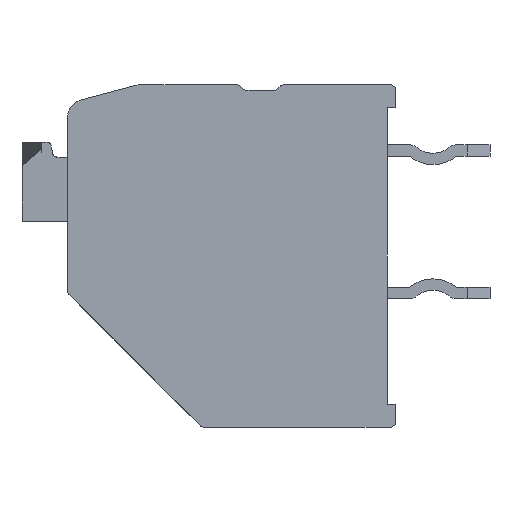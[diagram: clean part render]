
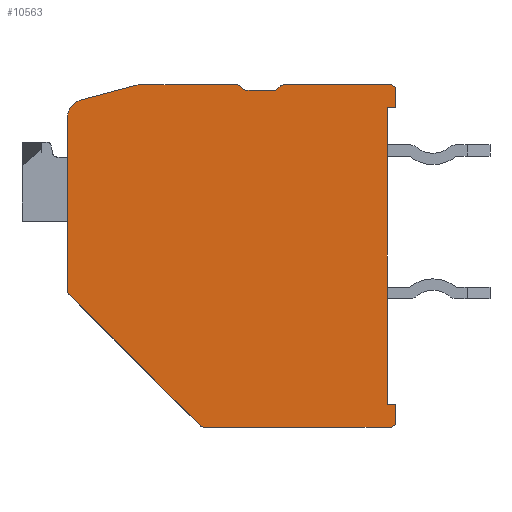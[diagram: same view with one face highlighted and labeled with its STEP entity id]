
A CAD part, left-side view. The second image highlights one B-rep face of the part: STEP entity #10563.
In plain terms, the highlighted planar face has unit normal (-1, 0, 0).
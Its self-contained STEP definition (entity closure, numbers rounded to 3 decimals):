
#3384=CARTESIAN_POINT('',(-28.,5.15,4.883));
#3385=DIRECTION('',(1.,0.,0.));
#3386=DIRECTION('',(0.,1.,0.));
#3387=AXIS2_PLACEMENT_3D('',#3384,#3385,#3386);
#3389=DIRECTION('',(0.,-0.966,0.259));
#3390=VECTOR('',#3389,1.997);
#3391=CARTESIAN_POINT('',(-28.,5.305,5.463));
#3392=LINE('',#3391,#3390);
#3393=CARTESIAN_POINT('',(-28.,3.221,5.4));
#3394=DIRECTION('',(1.,0.,0.));
#3395=DIRECTION('',(0.,0.259,0.966));
#3396=AXIS2_PLACEMENT_3D('',#3393,#3394,#3395);
#3398=DIRECTION('',(0.,-1.,0.));
#3399=VECTOR('',#3398,3.388);
#3400=CARTESIAN_POINT('',(-28.,3.221,6.));
#3401=LINE('',#3400,#3399);
#3402=CARTESIAN_POINT('',(-28.,-0.167,5.8));
#3403=DIRECTION('',(1.,0.,0.));
#3404=DIRECTION('',(0.,0.,1.));
#3405=AXIS2_PLACEMENT_3D('',#3402,#3403,#3404);
#3407=DIRECTION('',(0.,-0.707,-0.707));
#3408=VECTOR('',#3407,0.117);
#3409=CARTESIAN_POINT('',(-28.,-0.309,5.941));
#3410=LINE('',#3409,#3408);
#3411=CARTESIAN_POINT('',(-28.,-0.533,6.));
#3412=DIRECTION('',(-1.,0.,0.));
#3413=DIRECTION('',(0.,0.707,-0.707));
#3414=AXIS2_PLACEMENT_3D('',#3411,#3412,#3413);
#3416=DIRECTION('',(0.,-1.,0.));
#3417=VECTOR('',#3416,0.934);
#3418=CARTESIAN_POINT('',(-28.,-0.533,5.8));
#3419=LINE('',#3418,#3417);
#3420=CARTESIAN_POINT('',(-28.,-1.467,6.));
#3421=DIRECTION('',(-1.,0.,0.));
#3422=DIRECTION('',(0.,0.,-1.));
#3423=AXIS2_PLACEMENT_3D('',#3420,#3421,#3422);
#3425=DIRECTION('',(0.,-0.707,0.707));
#3426=VECTOR('',#3425,0.117);
#3427=CARTESIAN_POINT('',(-28.,-1.609,5.859));
#3428=LINE('',#3427,#3426);
#3429=CARTESIAN_POINT('',(-28.,-1.833,5.8));
#3430=DIRECTION('',(1.,0.,0.));
#3431=DIRECTION('',(0.,0.707,0.707));
#3432=AXIS2_PLACEMENT_3D('',#3429,#3430,#3431);
#3434=DIRECTION('',(0.,-1.,0.));
#3435=VECTOR('',#3434,3.717);
#3436=CARTESIAN_POINT('',(-28.,-1.833,6.));
#3437=LINE('',#3436,#3435);
#3438=CARTESIAN_POINT('',(-28.,-5.55,5.8));
#3439=DIRECTION('',(1.,0.,0.));
#3440=DIRECTION('',(0.,0.,1.));
#3441=AXIS2_PLACEMENT_3D('',#3438,#3439,#3440);
#3443=DIRECTION('',(0.,0.,-1.));
#3444=VECTOR('',#3443,0.6);
#3445=CARTESIAN_POINT('',(-28.,-5.75,5.8));
#3446=LINE('',#3445,#3444);
#3447=DIRECTION('',(0.,1.,0.));
#3448=VECTOR('',#3447,0.3);
#3449=CARTESIAN_POINT('',(-28.,-5.75,5.2));
#3450=LINE('',#3449,#3448);
#3451=DIRECTION('',(0.,0.,-1.));
#3452=VECTOR('',#3451,10.4);
#3453=CARTESIAN_POINT('',(-28.,-5.45,5.2));
#3454=LINE('',#3453,#3452);
#3455=DIRECTION('',(0.,-1.,0.));
#3456=VECTOR('',#3455,0.3);
#3457=CARTESIAN_POINT('',(-28.,-5.45,-5.2));
#3458=LINE('',#3457,#3456);
#3459=DIRECTION('',(0.,0.,-1.));
#3460=VECTOR('',#3459,0.6);
#3461=CARTESIAN_POINT('',(-28.,-5.75,-5.2));
#3462=LINE('',#3461,#3460);
#3463=CARTESIAN_POINT('',(-28.,-5.55,-5.8));
#3464=DIRECTION('',(1.,0.,0.));
#3465=DIRECTION('',(0.,-1.,0.));
#3466=AXIS2_PLACEMENT_3D('',#3463,#3464,#3465);
#3468=DIRECTION('',(0.,1.,0.));
#3469=VECTOR('',#3468,6.515);
#3470=CARTESIAN_POINT('',(-28.,-5.55,-6.));
#3471=LINE('',#3470,#3469);
#3472=CARTESIAN_POINT('',(-28.,0.965,-5.8));
#3473=DIRECTION('',(1.,0.,0.));
#3474=DIRECTION('',(0.,0.,-1.));
#3475=AXIS2_PLACEMENT_3D('',#3472,#3473,#3474);
#3477=DIRECTION('',(0.,0.707,0.707));
#3478=VECTOR('',#3477,6.484);
#3479=CARTESIAN_POINT('',(-28.,1.107,-5.941));
#3480=LINE('',#3479,#3478);
#3481=CARTESIAN_POINT('',(-28.,5.55,-1.215));
#3482=DIRECTION('',(1.,0.,0.));
#3483=DIRECTION('',(0.,0.707,-0.707));
#3484=AXIS2_PLACEMENT_3D('',#3481,#3482,#3483);
#3486=DIRECTION('',(0.,0.,1.));
#3487=VECTOR('',#3486,6.098);
#3488=CARTESIAN_POINT('',(-28.,5.75,-1.215));
#3489=LINE('',#3488,#3487);
#4762=CARTESIAN_POINT('',(-28.,5.75,4.883));
#4763=CARTESIAN_POINT('',(-28.,5.305,5.463));
#4764=VERTEX_POINT('',#4762);
#4765=VERTEX_POINT('',#4763);
#4766=CARTESIAN_POINT('',(-28.,3.376,5.98));
#4767=VERTEX_POINT('',#4766);
#4768=CARTESIAN_POINT('',(-28.,3.221,6.));
#4769=VERTEX_POINT('',#4768);
#4770=CARTESIAN_POINT('',(-28.,-0.167,6.));
#4771=VERTEX_POINT('',#4770);
#4772=CARTESIAN_POINT('',(-28.,-0.309,5.941));
#4773=VERTEX_POINT('',#4772);
#4774=CARTESIAN_POINT('',(-28.,-0.391,5.859));
#4775=VERTEX_POINT('',#4774);
#4776=CARTESIAN_POINT('',(-28.,-0.533,5.8));
#4777=VERTEX_POINT('',#4776);
#4778=CARTESIAN_POINT('',(-28.,-1.467,5.8));
#4779=VERTEX_POINT('',#4778);
#4780=CARTESIAN_POINT('',(-28.,-1.609,5.859));
#4781=VERTEX_POINT('',#4780);
#4782=CARTESIAN_POINT('',(-28.,-1.691,5.941));
#4783=VERTEX_POINT('',#4782);
#4784=CARTESIAN_POINT('',(-28.,-1.833,6.));
#4785=VERTEX_POINT('',#4784);
#4786=CARTESIAN_POINT('',(-28.,-5.55,6.));
#4787=VERTEX_POINT('',#4786);
#4788=CARTESIAN_POINT('',(-28.,-5.75,5.8));
#4789=VERTEX_POINT('',#4788);
#4790=CARTESIAN_POINT('',(-28.,-5.75,5.2));
#4791=VERTEX_POINT('',#4790);
#4792=CARTESIAN_POINT('',(-28.,-5.45,5.2));
#4793=VERTEX_POINT('',#4792);
#4794=CARTESIAN_POINT('',(-28.,-5.45,-5.2));
#4795=VERTEX_POINT('',#4794);
#4796=CARTESIAN_POINT('',(-28.,-5.75,-5.2));
#4797=VERTEX_POINT('',#4796);
#4798=CARTESIAN_POINT('',(-28.,-5.75,-5.8));
#4799=VERTEX_POINT('',#4798);
#4800=CARTESIAN_POINT('',(-28.,-5.55,-6.));
#4801=VERTEX_POINT('',#4800);
#4802=CARTESIAN_POINT('',(-28.,0.965,-6.));
#4803=VERTEX_POINT('',#4802);
#4804=CARTESIAN_POINT('',(-28.,1.107,-5.941));
#4805=VERTEX_POINT('',#4804);
#4806=CARTESIAN_POINT('',(-28.,5.691,-1.357));
#4807=VERTEX_POINT('',#4806);
#4808=CARTESIAN_POINT('',(-28.,5.75,-1.215));
#4809=VERTEX_POINT('',#4808);
#10532=CARTESIAN_POINT('',(-28.,0.,0.));
#10533=DIRECTION('',(1.,0.,0.));
#10534=DIRECTION('',(0.,0.,-1.));
#10535=AXIS2_PLACEMENT_3D('',#10532,#10533,#10534);
#10536=PLANE('',#10535);
#10537=ORIENTED_EDGE('',*,*,#6088,.T.);
#10538=ORIENTED_EDGE('',*,*,#6103,.T.);
#10539=ORIENTED_EDGE('',*,*,#6117,.T.);
#10540=ORIENTED_EDGE('',*,*,#6131,.T.);
#10541=ORIENTED_EDGE('',*,*,#6145,.T.);
#10542=ORIENTED_EDGE('',*,*,#6159,.T.);
#10543=ORIENTED_EDGE('',*,*,#6173,.T.);
#10544=ORIENTED_EDGE('',*,*,#6187,.T.);
#10545=ORIENTED_EDGE('',*,*,#6201,.T.);
#10546=ORIENTED_EDGE('',*,*,#6215,.T.);
#10547=ORIENTED_EDGE('',*,*,#6229,.T.);
#10548=ORIENTED_EDGE('',*,*,#6243,.T.);
#10549=ORIENTED_EDGE('',*,*,#6257,.T.);
#10550=ORIENTED_EDGE('',*,*,#6271,.T.);
#10551=ORIENTED_EDGE('',*,*,#6285,.T.);
#10552=ORIENTED_EDGE('',*,*,#6299,.T.);
#10553=ORIENTED_EDGE('',*,*,#6393,.T.);
#10554=ORIENTED_EDGE('',*,*,#6407,.T.);
#10555=ORIENTED_EDGE('',*,*,#6421,.T.);
#10556=ORIENTED_EDGE('',*,*,#6435,.T.);
#10557=ORIENTED_EDGE('',*,*,#6449,.T.);
#10558=ORIENTED_EDGE('',*,*,#6472,.T.);
#10559=ORIENTED_EDGE('',*,*,#6783,.T.);
#10560=ORIENTED_EDGE('',*,*,#6886,.T.);
#10561=EDGE_LOOP('',(#10537,#10538,#10539,#10540,#10541,#10542,#10543,#10544,
#10545,#10546,#10547,#10548,#10549,#10550,#10551,#10552,#10553,#10554,#10555,
#10556,#10557,#10558,#10559,#10560));
#10562=FACE_OUTER_BOUND('',#10561,.F.);
#3388=CIRCLE('',#3387,0.6);
#3397=CIRCLE('',#3396,0.6);
#3406=CIRCLE('',#3405,0.2);
#3415=CIRCLE('',#3414,0.2);
#3424=CIRCLE('',#3423,0.2);
#3433=CIRCLE('',#3432,0.2);
#3442=CIRCLE('',#3441,0.2);
#3467=CIRCLE('',#3466,0.2);
#3476=CIRCLE('',#3475,0.2);
#3485=CIRCLE('',#3484,0.2);
#6088=EDGE_CURVE('',#4764,#4765,#3388,.T.);
#6103=EDGE_CURVE('',#4765,#4767,#3392,.T.);
#6117=EDGE_CURVE('',#4767,#4769,#3397,.T.);
#6131=EDGE_CURVE('',#4769,#4771,#3401,.T.);
#6145=EDGE_CURVE('',#4771,#4773,#3406,.T.);
#6159=EDGE_CURVE('',#4773,#4775,#3410,.T.);
#6173=EDGE_CURVE('',#4775,#4777,#3415,.T.);
#6187=EDGE_CURVE('',#4777,#4779,#3419,.T.);
#6201=EDGE_CURVE('',#4779,#4781,#3424,.T.);
#6215=EDGE_CURVE('',#4781,#4783,#3428,.T.);
#6229=EDGE_CURVE('',#4783,#4785,#3433,.T.);
#6243=EDGE_CURVE('',#4785,#4787,#3437,.T.);
#6257=EDGE_CURVE('',#4787,#4789,#3442,.T.);
#6271=EDGE_CURVE('',#4789,#4791,#3446,.T.);
#6285=EDGE_CURVE('',#4791,#4793,#3450,.T.);
#6299=EDGE_CURVE('',#4793,#4795,#3454,.T.);
#6393=EDGE_CURVE('',#4795,#4797,#3458,.T.);
#6407=EDGE_CURVE('',#4797,#4799,#3462,.T.);
#6421=EDGE_CURVE('',#4799,#4801,#3467,.T.);
#6435=EDGE_CURVE('',#4801,#4803,#3471,.T.);
#6449=EDGE_CURVE('',#4803,#4805,#3476,.T.);
#6472=EDGE_CURVE('',#4805,#4807,#3480,.T.);
#6783=EDGE_CURVE('',#4807,#4809,#3485,.T.);
#6886=EDGE_CURVE('',#4809,#4764,#3489,.T.);
#10563=ADVANCED_FACE('',(#10562),#10536,.F.);
